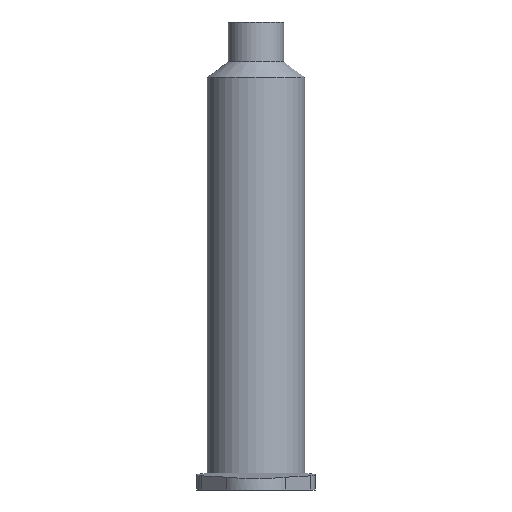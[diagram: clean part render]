
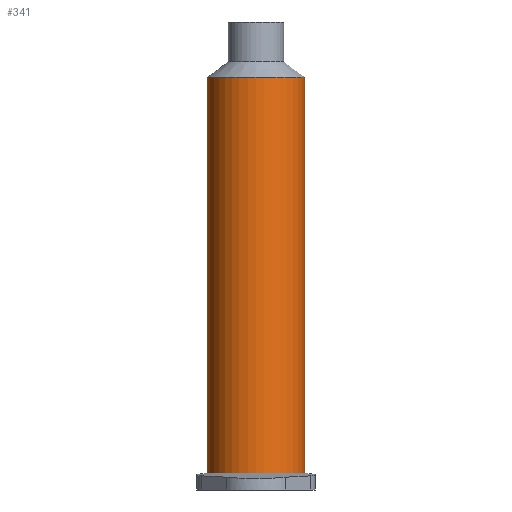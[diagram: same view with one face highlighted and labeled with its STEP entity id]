
A CAD part, front view. The second image highlights one B-rep face of the part: STEP entity #341.
In plain terms, the highlighted cylindrical face has radius 9.25 mm (diameter 18.5 mm), a full revolution.
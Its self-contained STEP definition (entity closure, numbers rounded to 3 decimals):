
#341=ADVANCED_FACE('',(#2654,#2656),#2658,.T.);
#2654=FACE_OUTER_BOUND('',#2655,.T.);
#2655=EDGE_LOOP('',(#3119));
#2656=FACE_OUTER_BOUND('',#2657,.T.);
#2657=EDGE_LOOP('',(#3120));
#2658=CYLINDRICAL_SURFACE('',#2659,9.25);
#2659=AXIS2_PLACEMENT_3D('',#2660,#2661,#2662);
#2660=CARTESIAN_POINT('',(0.,0.,75.));
#2661=DIRECTION('',(0.,0.,-1.));
#2662=DIRECTION('',(0.,1.,0.));
#3119=ORIENTED_EDGE('',*,*,#3337,.T.);
#3120=ORIENTED_EDGE('',*,*,#3339,.F.);
#3337=EDGE_CURVE('',#3499,#3499,#3500,.T.);
#3339=EDGE_CURVE('',#3503,#3503,#3504,.T.);
#3499=VERTEX_POINT('',#4596);
#3500=CIRCLE('',#4597,9.25);
#3503=VERTEX_POINT('',#4606);
#3504=CIRCLE('',#4607,9.25);
#4596=CARTESIAN_POINT('',(0.,9.25,75.));
#4597=AXIS2_PLACEMENT_3D('',#4598,#4599,#4600);
#4598=CARTESIAN_POINT('',(0.,0.,75.));
#4599=DIRECTION('',(0.,0.,-1.));
#4600=DIRECTION('',(0.,1.,0.));
#4606=CARTESIAN_POINT('',(0.,9.25,0.));
#4607=AXIS2_PLACEMENT_3D('',#4608,#4609,#4610);
#4608=CARTESIAN_POINT('',(0.,0.,0.));
#4609=DIRECTION('',(0.,0.,-1.));
#4610=DIRECTION('',(0.,1.,0.));
